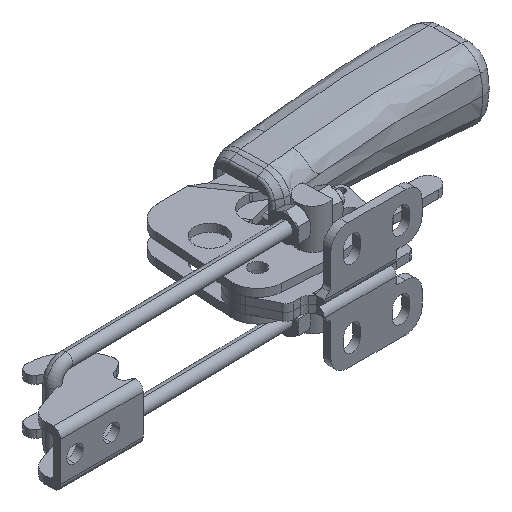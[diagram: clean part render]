
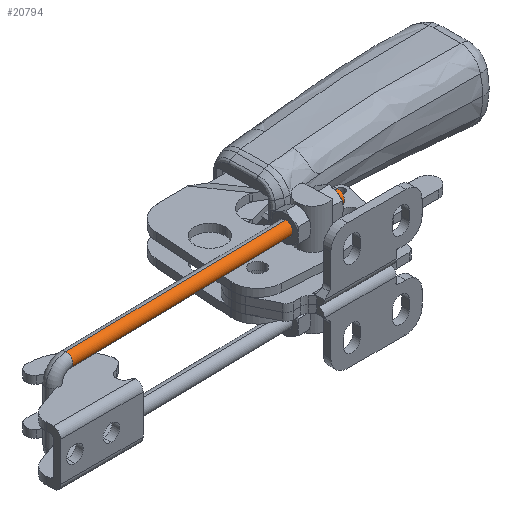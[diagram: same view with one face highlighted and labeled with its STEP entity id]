
A CAD part, isometric view. The second image highlights one B-rep face of the part: STEP entity #20794.
In plain terms, the highlighted cylindrical face has radius 2.65 mm (diameter 5.3 mm), a partial arc.
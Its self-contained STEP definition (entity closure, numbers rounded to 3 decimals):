
#4313 = DIRECTION ( 'NONE',  ( 0., 1., 0. ) ) ;
#4948 = AXIS2_PLACEMENT_3D ( 'NONE', #22192, #8233, #24333 ) ;
#4981 = CARTESIAN_POINT ( 'NONE',  ( -3.118, -32.147, 0. ) ) ;
#6237 = AXIS2_PLACEMENT_3D ( 'NONE', #20783, #20754, #20687 ) ;
#6449 = CYLINDRICAL_SURFACE ( 'NONE', #26914, 2.65 ) ;
#6537 = VERTEX_POINT ( 'NONE', #21905 ) ;
#6610 = CARTESIAN_POINT ( 'NONE',  ( -3.118, -32.147, 0. ) ) ;
#7961 = VERTEX_POINT ( 'NONE', #28320 ) ;
#7978 = ORIENTED_EDGE ( 'NONE', *, *, #19916, .T. ) ;
#8158 = FACE_OUTER_BOUND ( 'NONE', #26401, .T. ) ;
#8233 = DIRECTION ( 'NONE',  ( 0., -1., 0. ) ) ;
#10050 = VECTOR ( 'NONE', #4313, 1000. ) ;
#12311 = ORIENTED_EDGE ( 'NONE', *, *, #12433, .T. ) ;
#12364 = VERTEX_POINT ( 'NONE', #28519 ) ;
#12433 = EDGE_CURVE ( 'NONE', #6537, #7961, #25473, .T. ) ;
#15382 = ORIENTED_EDGE ( 'NONE', *, *, #29015, .F. ) ;
#16701 = VERTEX_POINT ( 'NONE', #6610 ) ;
#18247 = LINE ( 'NONE', #4981, #10050 ) ;
#18936 = ORIENTED_EDGE ( 'NONE', *, *, #22336, .F. ) ;
#19916 = EDGE_CURVE ( 'NONE', #7961, #12364, #24271, .T. ) ;
#20687 = DIRECTION ( 'NONE',  ( -1., 0., 0. ) ) ;
#20754 = DIRECTION ( 'NONE',  ( 0., -1., 0. ) ) ;
#20783 = CARTESIAN_POINT ( 'NONE',  ( -0.468, 75.62, 0. ) ) ;
#20794 = ADVANCED_FACE ( 'NONE', ( #8158 ), #6449, .T. ) ;
#21905 = CARTESIAN_POINT ( 'NONE',  ( 2.182, -32.147, 0. ) ) ;
#22192 = CARTESIAN_POINT ( 'NONE',  ( -0.468, -32.147, 0. ) ) ;
#22336 = EDGE_CURVE ( 'NONE', #16701, #12364, #18247, .T. ) ;
#23804 = DIRECTION ( 'NONE',  ( -1., 0., 0. ) ) ;
#24271 = CIRCLE ( 'NONE', #6237, 2.65 ) ;
#24333 = DIRECTION ( 'NONE',  ( 1., 0., 0. ) ) ;
#24348 = DIRECTION ( 'NONE',  ( 0., 1., 0. ) ) ;
#24429 = CARTESIAN_POINT ( 'NONE',  ( -0.468, -32.147, 0. ) ) ;
#25236 = VECTOR ( 'NONE', #27432, 1000. ) ;
#25473 = LINE ( 'NONE', #27528, #25236 ) ;
#26401 = EDGE_LOOP ( 'NONE', ( #15382, #12311, #7978, #18936 ) ) ;
#26429 = CIRCLE ( 'NONE', #4948, 2.65 ) ;
#26914 = AXIS2_PLACEMENT_3D ( 'NONE', #24429, #24348, #23804 ) ;
#27432 = DIRECTION ( 'NONE',  ( 0., 1., 0. ) ) ;
#27528 = CARTESIAN_POINT ( 'NONE',  ( 2.182, -32.147, 0. ) ) ;
#28320 = CARTESIAN_POINT ( 'NONE',  ( 2.182, 75.62, 0. ) ) ;
#28519 = CARTESIAN_POINT ( 'NONE',  ( -3.118, 75.62, 0. ) ) ;
#29015 = EDGE_CURVE ( 'NONE', #6537, #16701, #26429, .T. ) ;
